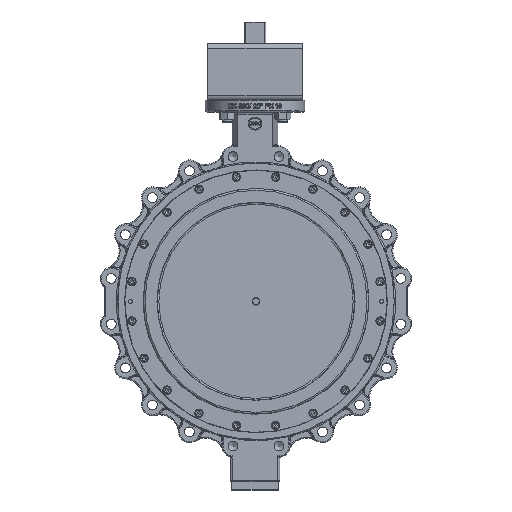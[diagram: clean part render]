
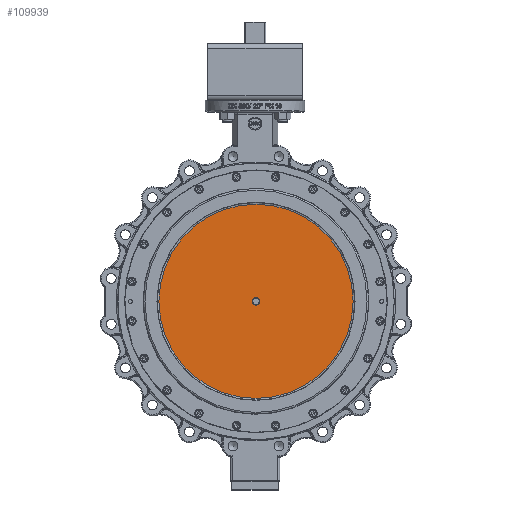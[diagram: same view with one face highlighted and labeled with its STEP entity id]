
A CAD part, top view. The second image highlights one B-rep face of the part: STEP entity #109939.
In plain terms, the highlighted planar face has unit normal (0, 0, 1).
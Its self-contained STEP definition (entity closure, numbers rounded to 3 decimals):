
#93499=CARTESIAN_POINT('',(-205.429,0.,59.));
#93500=VERTEX_POINT('',#93499);
#93501=CARTESIAN_POINT('',(0.,0.,59.));
#93502=DIRECTION('',(0.0,0.0,-1.0));
#93503=DIRECTION('',(1.0,0.0,0.0));
#93504=AXIS2_PLACEMENT_3D('',#93501,#93502,#93503);
#93505=CIRCLE('',#93504,205.429);
#93506=EDGE_CURVE('',#93500,#93500,#93505,.T.);
#109920=CARTESIAN_POINT('',(-103.75,0.,59.));
#109921=DIRECTION('',(0.0,0.0,-1.0));
#109922=DIRECTION('',(0.0,-1.0,0.0));
#109923=AXIS2_PLACEMENT_3D('',#109920,#109921,#109922);
#109924=PLANE('',#109923);
#109925=ORIENTED_EDGE('',*,*,#93506,.F.);
#109926=EDGE_LOOP('',(#109925));
#109927=FACE_OUTER_BOUND('',#109926,.T.);
#109928=CARTESIAN_POINT('',(0.,8.,59.));
#109929=VERTEX_POINT('',#109928);
#109930=CARTESIAN_POINT('',(0.,0.,59.));
#109931=DIRECTION('',(0.0,0.0,1.0));
#109932=DIRECTION('',(0.0,-1.0,0.0));
#109933=AXIS2_PLACEMENT_3D('',#109930,#109931,#109932);
#109934=CIRCLE('',#109933,8.);
#109935=EDGE_CURVE('',#109929,#109929,#109934,.T.);
#109936=ORIENTED_EDGE('',*,*,#109935,.F.);
#109937=EDGE_LOOP('',(#109936));
#109938=FACE_BOUND('',#109937,.T.);
#109939=ADVANCED_FACE('',(#109927,#109938),#109924,.F.);
